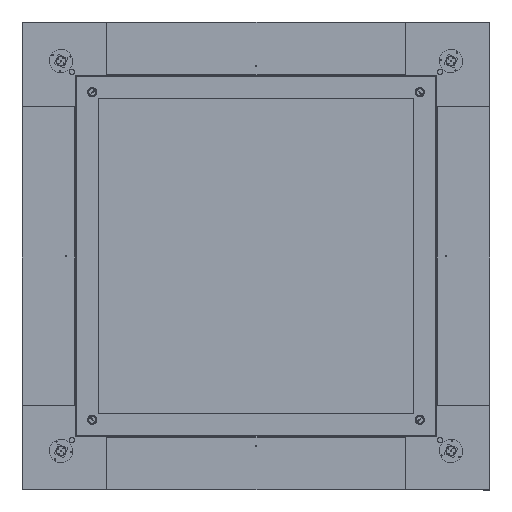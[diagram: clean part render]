
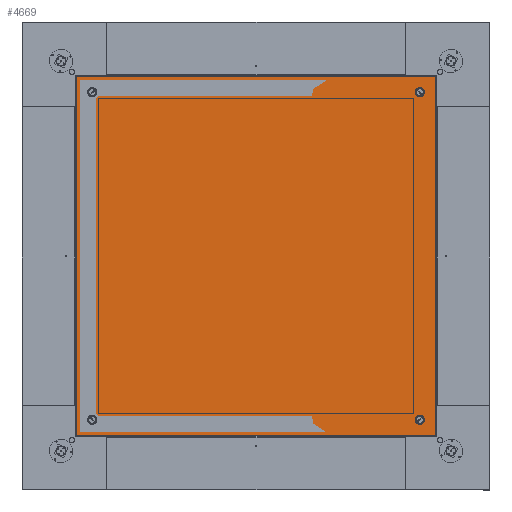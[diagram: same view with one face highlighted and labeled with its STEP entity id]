
A CAD part, top view. The second image highlights one B-rep face of the part: STEP entity #4669.
In plain terms, the highlighted planar face has unit normal (0, 0, 1).
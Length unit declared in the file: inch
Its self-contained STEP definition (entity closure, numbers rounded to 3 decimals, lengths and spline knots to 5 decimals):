
#293 = VECTOR ( 'NONE', #12578, 39.37008 ) ;
#622 = FACE_BOUND ( 'NONE', #14048, .T. ) ;
#1102 = LINE ( 'NONE', #12647, #293 ) ;
#1300 = DIRECTION ( 'NONE',  ( 0., 0., -1. ) ) ;
#1353 = CIRCLE ( 'NONE', #21072, 0.10433 ) ;
#1625 = CARTESIAN_POINT ( 'NONE',  ( 0.6063, 10.62008, 0. ) ) ;
#1731 = DIRECTION ( 'NONE',  ( 0., 0., -1. ) ) ;
#1823 = VERTEX_POINT ( 'NONE', #13016 ) ;
#2150 = FACE_BOUND ( 'NONE', #9585, .T. ) ;
#2399 = ORIENTED_EDGE ( 'NONE', *, *, #15856, .T. ) ;
#2535 = ORIENTED_EDGE ( 'NONE', *, *, #9429, .F. ) ;
#3858 = DIRECTION ( 'NONE',  ( 0., 0., -1. ) ) ;
#3921 = ORIENTED_EDGE ( 'NONE', *, *, #20151, .T. ) ;
#4669 = ADVANCED_FACE ( 'N', ( #32511, #622, #11504, #14594, #2150 ), #21963, .F. ) ;
#5067 = EDGE_CURVE ( 'NONE', #26242, #23965, #27235, .T. ) ;
#5154 = DIRECTION ( 'NONE',  ( 1., 0., 0. ) ) ;
#5449 = CIRCLE ( 'NONE', #14976, 0.10433 ) ;
#5873 = ORIENTED_EDGE ( 'NONE', *, *, #5067, .T. ) ;
#8144 = AXIS2_PLACEMENT_3D ( 'NONE', #21625, #21452, #21407 ) ;
#8340 = EDGE_LOOP ( 'NONE', ( #2535, #21312, #33344, #21942 ) ) ;
#8876 = DIRECTION ( 'NONE',  ( 1., 0., 0. ) ) ;
#8989 = DIRECTION ( 'NONE',  ( 0., 0., -1. ) ) ;
#9009 = CARTESIAN_POINT ( 'NONE',  ( 10.62008, 10.62008, 0. ) ) ;
#9180 = VERTEX_POINT ( 'NONE', #18818 ) ;
#9197 = ORIENTED_EDGE ( 'NONE', *, *, #11408, .T. ) ;
#9429 = EDGE_CURVE ( 'NONE', #1823, #16794, #31914, .T. ) ;
#9585 = EDGE_LOOP ( 'NONE', ( #18520, #2399 ) ) ;
#10096 = VECTOR ( 'NONE', #32986, 39.37008 ) ;
#10742 = EDGE_LOOP ( 'NONE', ( #5873, #30678 ) ) ;
#10884 = VERTEX_POINT ( 'NONE', #11487 ) ;
#11016 = CARTESIAN_POINT ( 'NONE',  ( 10.62008, 10.62008, 0. ) ) ;
#11408 = EDGE_CURVE ( 'NONE', #10884, #24635, #5449, .T. ) ;
#11487 = CARTESIAN_POINT ( 'NONE',  ( 0.39764, 0.50197, 0. ) ) ;
#11504 = FACE_BOUND ( 'NONE', #10742, .T. ) ;
#11929 = VERTEX_POINT ( 'NONE', #18204 ) ;
#12578 = DIRECTION ( 'NONE',  ( 0., -1., 0. ) ) ;
#12647 = CARTESIAN_POINT ( 'NONE',  ( 11.12205, 0., 0. ) ) ;
#13016 = CARTESIAN_POINT ( 'NONE',  ( 11.12205, 0., 0. ) ) ;
#13425 = DIRECTION ( 'NONE',  ( 0., 0., -1. ) ) ;
#13543 = ORIENTED_EDGE ( 'NONE', *, *, #23629, .T. ) ;
#13657 = DIRECTION ( 'NONE',  ( 1., 0., 0. ) ) ;
#14048 = EDGE_LOOP ( 'NONE', ( #19126, #3921 ) ) ;
#14050 = EDGE_CURVE ( 'NONE', #16794, #9180, #14140, .T. ) ;
#14098 = CARTESIAN_POINT ( 'NONE',  ( 0.6063, 0.50197, 0. ) ) ;
#14140 = LINE ( 'NONE', #16229, #26269 ) ;
#14280 = EDGE_CURVE ( 'NONE', #11929, #1823, #1102, .T. ) ;
#14594 = FACE_BOUND ( 'NONE', #25756, .T. ) ;
#14784 = DIRECTION ( 'NONE',  ( -1., 0., 0. ) ) ;
#14857 = CARTESIAN_POINT ( 'NONE',  ( 0., 0., 0. ) ) ;
#14976 = AXIS2_PLACEMENT_3D ( 'NONE', #31170, #30959, #5154 ) ;
#15147 = CARTESIAN_POINT ( 'NONE',  ( 0., 11.12205, 0. ) ) ;
#15856 = EDGE_CURVE ( 'NONE', #25807, #26182, #19650, .T. ) ;
#16199 = DIRECTION ( 'NONE',  ( 0., 1., 0. ) ) ;
#16229 = CARTESIAN_POINT ( 'NONE',  ( 0., 0., 0. ) ) ;
#16548 = CARTESIAN_POINT ( 'NONE',  ( 10.51575, 0.50197, 0. ) ) ;
#16794 = VERTEX_POINT ( 'NONE', #29375 ) ;
#16863 = CARTESIAN_POINT ( 'NONE',  ( 0.50197, 0.50197, 0. ) ) ;
#17313 = CARTESIAN_POINT ( 'NONE',  ( 0.50197, 10.62008, 0. ) ) ;
#17487 = EDGE_CURVE ( 'NONE', #23762, #28213, #27028, .T. ) ;
#18204 = CARTESIAN_POINT ( 'NONE',  ( 11.12205, 11.12205, 0. ) ) ;
#18319 = CARTESIAN_POINT ( 'NONE',  ( 10.51575, 10.62008, 0. ) ) ;
#18331 = VECTOR ( 'NONE', #14784, 39.37008 ) ;
#18520 = ORIENTED_EDGE ( 'NONE', *, *, #25096, .T. ) ;
#18818 = CARTESIAN_POINT ( 'NONE',  ( 0., 11.12205, 0. ) ) ;
#19126 = ORIENTED_EDGE ( 'NONE', *, *, #17487, .T. ) ;
#19457 = CARTESIAN_POINT ( 'NONE',  ( 0.50197, 10.62008, 0. ) ) ;
#19499 = DIRECTION ( 'NONE',  ( 1., 0., 0. ) ) ;
#19650 = CIRCLE ( 'NONE', #8144, 0.10433 ) ;
#19783 = AXIS2_PLACEMENT_3D ( 'NONE', #19457, #3858, #22003 ) ;
#19921 = DIRECTION ( 'NONE',  ( 1., 0., 0. ) ) ;
#20151 = EDGE_CURVE ( 'NONE', #28213, #23762, #30313, .T. ) ;
#20230 = EDGE_CURVE ( 'NONE', #9180, #11929, #29908, .T. ) ;
#21072 = AXIS2_PLACEMENT_3D ( 'NONE', #11016, #29118, #13657 ) ;
#21301 = DIRECTION ( 'NONE',  ( -1., 0., 0. ) ) ;
#21312 = ORIENTED_EDGE ( 'NONE', *, *, #14280, .F. ) ;
#21382 = DIRECTION ( 'NONE',  ( 0., 0., -1. ) ) ;
#21404 = CARTESIAN_POINT ( 'NONE',  ( 0., 11.12205, 0. ) ) ;
#21407 = DIRECTION ( 'NONE',  ( 1., 0., 0. ) ) ;
#21452 = DIRECTION ( 'NONE',  ( 0., 0., -1. ) ) ;
#21625 = CARTESIAN_POINT ( 'NONE',  ( 10.62008, 0.50197, 0. ) ) ;
#21942 = ORIENTED_EDGE ( 'NONE', *, *, #14050, .F. ) ;
#21963 = PLANE ( 'NONE',  #32436 ) ;
#22003 = DIRECTION ( 'NONE',  ( 1., 0., 0. ) ) ;
#22032 = AXIS2_PLACEMENT_3D ( 'NONE', #9009, #8989, #8876 ) ;
#23629 = EDGE_CURVE ( 'NONE', #24635, #10884, #27762, .T. ) ;
#23756 = CARTESIAN_POINT ( 'NONE',  ( 10.72441, 10.62008, 0. ) ) ;
#23762 = VERTEX_POINT ( 'NONE', #1625 ) ;
#23965 = VERTEX_POINT ( 'NONE', #18319 ) ;
#24479 = EDGE_CURVE ( 'NONE', #23965, #26242, #1353, .T. ) ;
#24635 = VERTEX_POINT ( 'NONE', #14098 ) ;
#24911 = AXIS2_PLACEMENT_3D ( 'NONE', #16863, #1300, #19499 ) ;
#25096 = EDGE_CURVE ( 'NONE', #26182, #25807, #28416, .T. ) ;
#25756 = EDGE_LOOP ( 'NONE', ( #13543, #9197 ) ) ;
#25807 = VERTEX_POINT ( 'NONE', #16548 ) ;
#26182 = VERTEX_POINT ( 'NONE', #28801 ) ;
#26242 = VERTEX_POINT ( 'NONE', #23756 ) ;
#26269 = VECTOR ( 'NONE', #16199, 39.37008 ) ;
#26474 = AXIS2_PLACEMENT_3D ( 'NONE', #17313, #1731, #19921 ) ;
#27028 = CIRCLE ( 'NONE', #19783, 0.10433 ) ;
#27235 = CIRCLE ( 'NONE', #22032, 0.10433 ) ;
#27762 = CIRCLE ( 'NONE', #24911, 0.10433 ) ;
#28213 = VERTEX_POINT ( 'NONE', #30963 ) ;
#28416 = CIRCLE ( 'NONE', #32784, 0.10433 ) ;
#28801 = CARTESIAN_POINT ( 'NONE',  ( 10.72441, 0.50197, 0. ) ) ;
#28879 = CARTESIAN_POINT ( 'NONE',  ( 10.62008, 0.50197, 0. ) ) ;
#29118 = DIRECTION ( 'NONE',  ( 0., 0., -1. ) ) ;
#29375 = CARTESIAN_POINT ( 'NONE',  ( 0., 0., 0. ) ) ;
#29908 = LINE ( 'NONE', #15147, #10096 ) ;
#30313 = CIRCLE ( 'NONE', #26474, 0.10433 ) ;
#30678 = ORIENTED_EDGE ( 'NONE', *, *, #24479, .T. ) ;
#30959 = DIRECTION ( 'NONE',  ( 0., 0., -1. ) ) ;
#30963 = CARTESIAN_POINT ( 'NONE',  ( 0.39764, 10.62008, 0. ) ) ;
#31170 = CARTESIAN_POINT ( 'NONE',  ( 0.50197, 0.50197, 0. ) ) ;
#31391 = DIRECTION ( 'NONE',  ( 1., 0., 0. ) ) ;
#31914 = LINE ( 'NONE', #14857, #18331 ) ;
#32436 = AXIS2_PLACEMENT_3D ( 'NONE', #21404, #21382, #21301 ) ;
#32511 = FACE_OUTER_BOUND ( 'NONE', #8340, .T. ) ;
#32784 = AXIS2_PLACEMENT_3D ( 'NONE', #28879, #13425, #31391 ) ;
#32986 = DIRECTION ( 'NONE',  ( 1., 0., 0. ) ) ;
#33344 = ORIENTED_EDGE ( 'NONE', *, *, #20230, .F. ) ;
